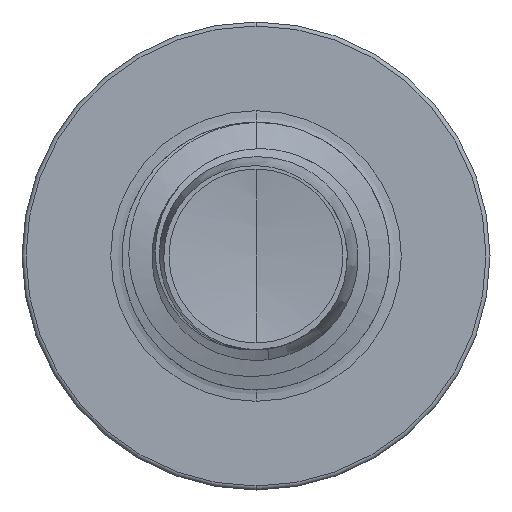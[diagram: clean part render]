
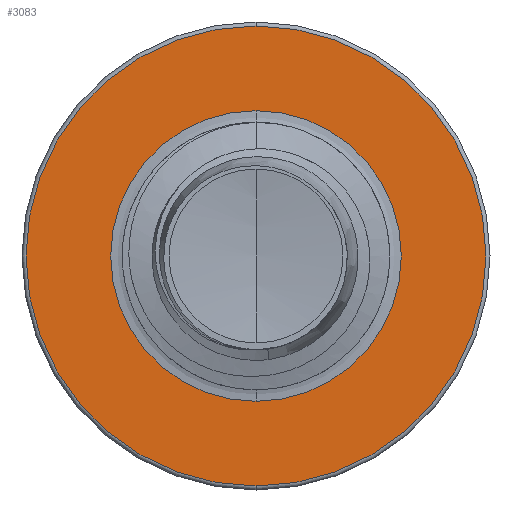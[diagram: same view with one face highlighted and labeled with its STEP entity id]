
A CAD part, front view. The second image highlights one B-rep face of the part: STEP entity #3083.
In plain terms, the highlighted planar face has unit normal (0, -1, 0).
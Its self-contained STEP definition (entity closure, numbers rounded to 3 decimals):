
#304 = VERTEX_POINT ( 'NONE', #7738 ) ;
#403 = CARTESIAN_POINT ( 'NONE',  ( 0., 4., 3.44 ) ) ;
#455 = FACE_OUTER_BOUND ( 'NONE', #10607, .T. ) ;
#590 = DIRECTION ( 'NONE',  ( 0., 0., 1. ) ) ;
#673 = CARTESIAN_POINT ( 'NONE',  ( 0., 4., -3.44 ) ) ;
#872 = EDGE_CURVE ( 'NONE', #304, #11901, #5821, .T. ) ;
#926 = AXIS2_PLACEMENT_3D ( 'NONE', #1062, #8615, #2170 ) ;
#943 = CIRCLE ( 'NONE', #13585, 3.44 ) ;
#1062 = CARTESIAN_POINT ( 'NONE',  ( 0., 4., 0. ) ) ;
#2084 = CARTESIAN_POINT ( 'NONE',  ( 0., 4., 0. ) ) ;
#2170 = DIRECTION ( 'NONE',  ( 0., 0., 1. ) ) ;
#2907 = DIRECTION ( 'NONE',  ( 0., 1., 0. ) ) ;
#3083 = ADVANCED_FACE ( 'NONE', ( #455, #11915 ), #6017, .F. ) ;
#3186 = DIRECTION ( 'NONE',  ( 0., 0., 1. ) ) ;
#4293 = VERTEX_POINT ( 'NONE', #673 ) ;
#4355 = DIRECTION ( 'NONE',  ( 0., 1., 0. ) ) ;
#4617 = VERTEX_POINT ( 'NONE', #403 ) ;
#4778 = ORIENTED_EDGE ( 'NONE', *, *, #12601, .F. ) ;
#4954 = CARTESIAN_POINT ( 'NONE',  ( 0., 4., -2.174 ) ) ;
#5099 = ORIENTED_EDGE ( 'NONE', *, *, #13384, .T. ) ;
#5632 = AXIS2_PLACEMENT_3D ( 'NONE', #4954, #7097, #590 ) ;
#5821 = CIRCLE ( 'NONE', #9024, 2.174 ) ;
#6017 = PLANE ( 'NONE',  #5632 ) ;
#6594 = CARTESIAN_POINT ( 'NONE',  ( 0., 4., 2.174 ) ) ;
#7097 = DIRECTION ( 'NONE',  ( 0., 1., 0. ) ) ;
#7738 = CARTESIAN_POINT ( 'NONE',  ( 0., 4., -2.174 ) ) ;
#7749 = ORIENTED_EDGE ( 'NONE', *, *, #872, .T. ) ;
#8615 = DIRECTION ( 'NONE',  ( 0., 1., 0. ) ) ;
#8761 = EDGE_LOOP ( 'NONE', ( #5099, #7749 ) ) ;
#9024 = AXIS2_PLACEMENT_3D ( 'NONE', #2084, #9606, #3186 ) ;
#9331 = CARTESIAN_POINT ( 'NONE',  ( 0., 4., 0. ) ) ;
#9416 = AXIS2_PLACEMENT_3D ( 'NONE', #9331, #2907, #10396 ) ;
#9606 = DIRECTION ( 'NONE',  ( 0., 1., 0. ) ) ;
#9637 = EDGE_CURVE ( 'NONE', #4293, #4617, #943, .T. ) ;
#10157 = CIRCLE ( 'NONE', #9416, 3.44 ) ;
#10328 = CIRCLE ( 'NONE', #926, 2.174 ) ;
#10396 = DIRECTION ( 'NONE',  ( 0., 0., 1. ) ) ;
#10607 = EDGE_LOOP ( 'NONE', ( #4778, #11260 ) ) ;
#10742 = CARTESIAN_POINT ( 'NONE',  ( 0., 4., 0. ) ) ;
#11260 = ORIENTED_EDGE ( 'NONE', *, *, #9637, .F. ) ;
#11815 = DIRECTION ( 'NONE',  ( 0., 0., 1. ) ) ;
#11901 = VERTEX_POINT ( 'NONE', #6594 ) ;
#11915 = FACE_BOUND ( 'NONE', #8761, .T. ) ;
#12601 = EDGE_CURVE ( 'NONE', #4617, #4293, #10157, .T. ) ;
#13384 = EDGE_CURVE ( 'NONE', #11901, #304, #10328, .T. ) ;
#13585 = AXIS2_PLACEMENT_3D ( 'NONE', #10742, #4355, #11815 ) ;
